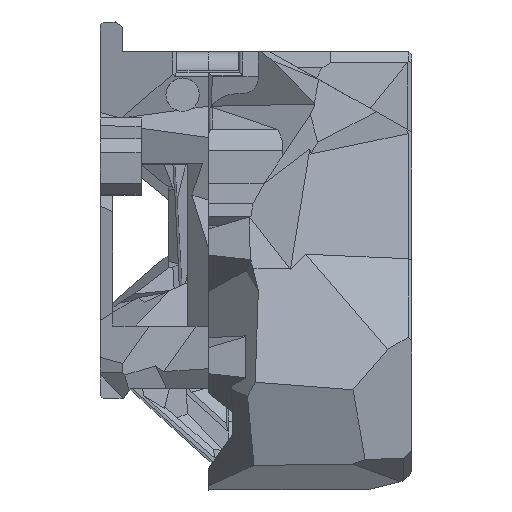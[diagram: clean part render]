
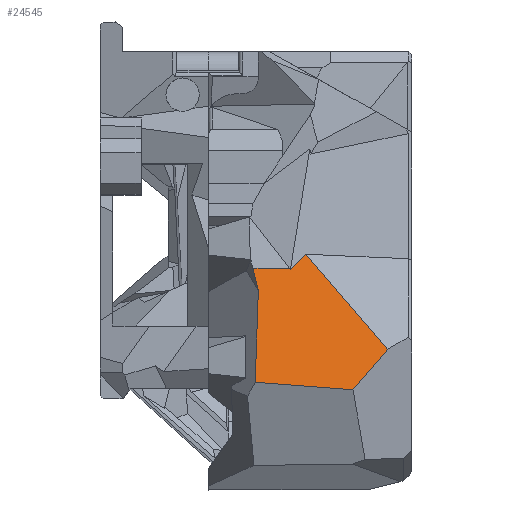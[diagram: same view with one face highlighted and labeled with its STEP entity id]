
A CAD part, left-side view. The second image highlights one B-rep face of the part: STEP entity #24545.
In plain terms, the highlighted planar face has unit normal (-0.966, 0, 0.261).
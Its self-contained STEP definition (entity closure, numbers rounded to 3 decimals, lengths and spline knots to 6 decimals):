
#3547=LINE('',#41100,#5873);
#3553=LINE('',#41113,#5879);
#3554=LINE('',#41116,#5880);
#3555=LINE('',#41118,#5881);
#3556=LINE('',#41120,#5882);
#3557=LINE('',#41122,#5883);
#3558=LINE('',#41123,#5884);
#3559=LINE('',#41125,#5885);
#5873=VECTOR('',#29930,1.);
#5879=VECTOR('',#29938,1.);
#5880=VECTOR('',#29939,1.);
#5881=VECTOR('',#29940,1.);
#5882=VECTOR('',#29941,1.);
#5883=VECTOR('',#29942,1.);
#5884=VECTOR('',#29943,1.);
#5885=VECTOR('',#29944,1.);
#10509=ORIENTED_EDGE('',*,*,#16294,.F.);
#10510=ORIENTED_EDGE('',*,*,#16295,.F.);
#10511=ORIENTED_EDGE('',*,*,#16296,.F.);
#10512=ORIENTED_EDGE('',*,*,#16297,.F.);
#10513=ORIENTED_EDGE('',*,*,#16298,.F.);
#10514=ORIENTED_EDGE('',*,*,#16288,.F.);
#10515=ORIENTED_EDGE('',*,*,#16299,.F.);
#10516=ORIENTED_EDGE('',*,*,#16300,.T.);
#16288=EDGE_CURVE('',#19406,#19407,#3547,.T.);
#16294=EDGE_CURVE('',#19412,#19413,#3553,.T.);
#16295=EDGE_CURVE('',#19414,#19412,#3554,.T.);
#16296=EDGE_CURVE('',#19415,#19414,#3555,.T.);
#16297=EDGE_CURVE('',#19416,#19415,#3556,.T.);
#16298=EDGE_CURVE('',#19407,#19416,#3557,.T.);
#16299=EDGE_CURVE('',#19417,#19406,#3558,.T.);
#16300=EDGE_CURVE('',#19417,#19413,#3559,.T.);
#19406=VERTEX_POINT('',#41101);
#19407=VERTEX_POINT('',#41102);
#19412=VERTEX_POINT('',#41114);
#19413=VERTEX_POINT('',#41115);
#19414=VERTEX_POINT('',#41117);
#19415=VERTEX_POINT('',#41119);
#19416=VERTEX_POINT('',#41121);
#19417=VERTEX_POINT('',#41124);
#21057=EDGE_LOOP('',(#10509,#10510,#10511,#10512,#10513,#10514,#10515,#10516));
#22452=FACE_BOUND('',#21057,.T.);
#23637=PLANE('',#26087);
#24545=ADVANCED_FACE('',(#22452),#23637,.F.);
#26087=AXIS2_PLACEMENT_3D('',#41112,#29936,#29937);
#29930=DIRECTION('',(0.02,0.997,0.075));
#29936=DIRECTION('',(0.965,0.,-0.261));
#29937=DIRECTION('',(-0.261,0.,-0.965));
#29938=DIRECTION('',(0.185,-0.705,0.685));
#29939=DIRECTION('',(-0.21,-0.59,-0.779));
#29940=DIRECTION('',(0.,-1.,0.));
#29941=DIRECTION('',(0.254,0.23,0.94));
#29942=DIRECTION('',(0.26,-0.033,0.965));
#29943=DIRECTION('',(-0.2,0.64,-0.742));
#29944=DIRECTION('',(0.2,0.64,0.742));
#41100=CARTESIAN_POINT('',(-0.035564,-0.020969,0.015785));
#41101=CARTESIAN_POINT('',(-0.035534,-0.019483,0.015897));
#41102=CARTESIAN_POINT('',(-0.035265,-0.006292,0.016896));
#41112=CARTESIAN_POINT('',(-0.031121,-0.0275,0.032254));
#41113=CARTESIAN_POINT('',(-0.028391,-0.021577,0.042369));
#41114=CARTESIAN_POINT('',(-0.031151,-0.011042,0.032142));
#41115=CARTESIAN_POINT('',(-0.030604,-0.013131,0.03417));
#41116=CARTESIAN_POINT('',(-0.031026,-0.010692,0.032604));
#41117=CARTESIAN_POINT('',(-0.031121,-0.010956,0.032254));
#41118=CARTESIAN_POINT('',(-0.031121,-0.0275,0.032254));
#41119=CARTESIAN_POINT('',(-0.031121,-0.005979,0.032254));
#41120=CARTESIAN_POINT('',(-0.0279,-0.003061,0.044189));
#41121=CARTESIAN_POINT('',(-0.031929,-0.006712,0.029257));
#41122=CARTESIAN_POINT('',(-0.030401,-0.006905,0.034919));
#41123=CARTESIAN_POINT('',(-0.034793,-0.021852,0.018645));
#41124=CARTESIAN_POINT('',(-0.034062,-0.024186,0.021352));
#41125=CARTESIAN_POINT('',(-0.033525,-0.022468,0.023344));
